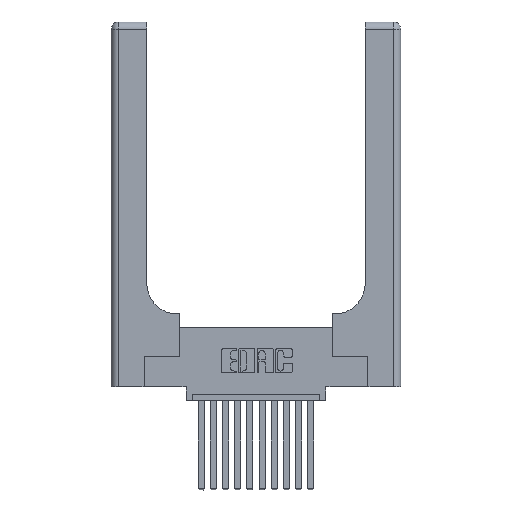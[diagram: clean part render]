
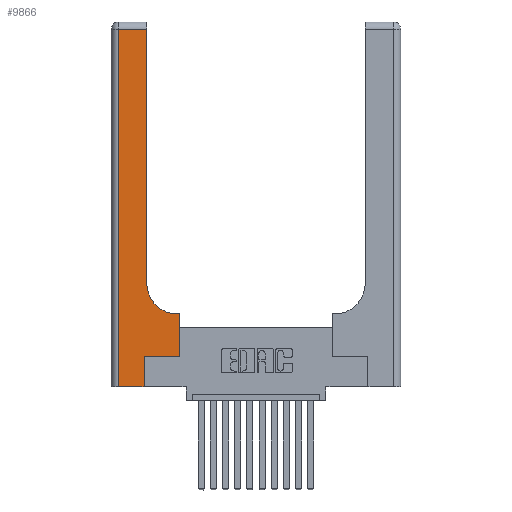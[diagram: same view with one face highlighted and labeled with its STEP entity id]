
A CAD part, top view. The second image highlights one B-rep face of the part: STEP entity #9866.
In plain terms, the highlighted planar face has unit normal (0, 0, 1).
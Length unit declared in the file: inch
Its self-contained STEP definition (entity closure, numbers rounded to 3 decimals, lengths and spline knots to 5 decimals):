
#41 = CARTESIAN_POINT ( 'NONE',  ( 0.06, 0., 0.37 ) ) ;
#593 = DIRECTION ( 'NONE',  ( 0., 0., -1. ) ) ;
#1088 = CARTESIAN_POINT ( 'NONE',  ( 0., 2.94, 0.37 ) ) ;
#1397 = VECTOR ( 'NONE', #2816, 39.37008 ) ;
#1624 = VECTOR ( 'NONE', #3902, 39.37008 ) ;
#1650 = DIRECTION ( 'NONE',  ( 0., 1., 0. ) ) ;
#1661 = PLANE ( 'NONE',  #15036 ) ;
#1819 = VERTEX_POINT ( 'NONE', #12666 ) ;
#1942 = LINE ( 'NONE', #4094, #11547 ) ;
#2532 = ORIENTED_EDGE ( 'NONE', *, *, #5983, .T. ) ;
#2778 = EDGE_CURVE ( 'NONE', #8862, #12750, #2861, .T. ) ;
#2816 = DIRECTION ( 'NONE',  ( 0., 1., 0. ) ) ;
#2861 = LINE ( 'NONE', #3687, #1624 ) ;
#2928 = VERTEX_POINT ( 'NONE', #7744 ) ;
#3393 = ORIENTED_EDGE ( 'NONE', *, *, #6852, .T. ) ;
#3687 = CARTESIAN_POINT ( 'NONE',  ( 0.2915, 0.6, 0.37 ) ) ;
#3902 = DIRECTION ( 'NONE',  ( -1., 0., 0. ) ) ;
#3944 = VERTEX_POINT ( 'NONE', #10813 ) ;
#4094 = CARTESIAN_POINT ( 'NONE',  ( 0.269, 0.25, 0.37 ) ) ;
#4202 = CIRCLE ( 'NONE', #11145, 0.25 ) ;
#4208 = CARTESIAN_POINT ( 'NONE',  ( 0.2915, 2.94, 0.37 ) ) ;
#4852 = ORIENTED_EDGE ( 'NONE', *, *, #16948, .T. ) ;
#5684 = LINE ( 'NONE', #16024, #1397 ) ;
#5686 = EDGE_CURVE ( 'NONE', #12424, #16640, #11144, .T. ) ;
#5894 = CARTESIAN_POINT ( 'NONE',  ( 0.2915, 0.85, 0.37 ) ) ;
#5983 = EDGE_CURVE ( 'NONE', #14782, #3944, #9910, .T. ) ;
#5998 = VERTEX_POINT ( 'NONE', #16041 ) ;
#6138 = EDGE_LOOP ( 'NONE', ( #11511, #4852, #13036, #2532, #3393, #13969, #11322, #10706, #11633 ) ) ;
#6716 = DIRECTION ( 'NONE',  ( -1., 0., 0. ) ) ;
#6852 = EDGE_CURVE ( 'NONE', #3944, #5998, #11169, .T. ) ;
#7671 = VECTOR ( 'NONE', #1650, 39.37008 ) ;
#7744 = CARTESIAN_POINT ( 'NONE',  ( 0.06, 2.94, 0.37 ) ) ;
#7999 = DIRECTION ( 'NONE',  ( 1., 0., 0. ) ) ;
#8143 = DIRECTION ( 'NONE',  ( 0., -1., 0. ) ) ;
#8258 = VECTOR ( 'NONE', #14891, 39.37008 ) ;
#8862 = VERTEX_POINT ( 'NONE', #11481 ) ;
#9262 = VECTOR ( 'NONE', #8143, 39.37008 ) ;
#9319 = EDGE_CURVE ( 'NONE', #2928, #14782, #14226, .T. ) ;
#9466 = CARTESIAN_POINT ( 'NONE',  ( 0.5415, 0.6, 0.37 ) ) ;
#9586 = CARTESIAN_POINT ( 'NONE',  ( 0.269, 0., 0.37 ) ) ;
#9866 = ADVANCED_FACE ( 'NONE', ( #13365 ), #1661, .F. ) ;
#9910 = LINE ( 'NONE', #12494, #8258 ) ;
#10706 = ORIENTED_EDGE ( 'NONE', *, *, #2778, .T. ) ;
#10744 = CARTESIAN_POINT ( 'NONE',  ( 0., 3., 0.37 ) ) ;
#10813 = CARTESIAN_POINT ( 'NONE',  ( 0.269, 0., 0.37 ) ) ;
#11144 = LINE ( 'NONE', #14835, #7671 ) ;
#11145 = AXIS2_PLACEMENT_3D ( 'NONE', #13459, #593, #14899 ) ;
#11169 = LINE ( 'NONE', #9586, #11977 ) ;
#11322 = ORIENTED_EDGE ( 'NONE', *, *, #12089, .T. ) ;
#11481 = CARTESIAN_POINT ( 'NONE',  ( 0.5585, 0.6, 0.37 ) ) ;
#11511 = ORIENTED_EDGE ( 'NONE', *, *, #5686, .T. ) ;
#11547 = VECTOR ( 'NONE', #7999, 39.37008 ) ;
#11633 = ORIENTED_EDGE ( 'NONE', *, *, #14895, .T. ) ;
#11977 = VECTOR ( 'NONE', #13206, 39.37008 ) ;
#12089 = EDGE_CURVE ( 'NONE', #1819, #8862, #5684, .T. ) ;
#12424 = VERTEX_POINT ( 'NONE', #5894 ) ;
#12494 = CARTESIAN_POINT ( 'NONE',  ( 0., 0., 0.37 ) ) ;
#12581 = DIRECTION ( 'NONE',  ( -1., 0., 0. ) ) ;
#12666 = CARTESIAN_POINT ( 'NONE',  ( 0.5585, 0.25, 0.37 ) ) ;
#12750 = VERTEX_POINT ( 'NONE', #9466 ) ;
#13036 = ORIENTED_EDGE ( 'NONE', *, *, #9319, .T. ) ;
#13206 = DIRECTION ( 'NONE',  ( 0., 1., 0. ) ) ;
#13365 = FACE_OUTER_BOUND ( 'NONE', #6138, .T. ) ;
#13374 = CARTESIAN_POINT ( 'NONE',  ( 0.06, 3., 0.37 ) ) ;
#13459 = CARTESIAN_POINT ( 'NONE',  ( 0.5415, 0.85, 0.37 ) ) ;
#13969 = ORIENTED_EDGE ( 'NONE', *, *, #16557, .T. ) ;
#14226 = LINE ( 'NONE', #13374, #9262 ) ;
#14681 = DIRECTION ( 'NONE',  ( 0., 0., -1. ) ) ;
#14782 = VERTEX_POINT ( 'NONE', #41 ) ;
#14835 = CARTESIAN_POINT ( 'NONE',  ( 0.2915, 3., 0.37 ) ) ;
#14891 = DIRECTION ( 'NONE',  ( 1., 0., 0. ) ) ;
#14895 = EDGE_CURVE ( 'NONE', #12750, #12424, #4202, .T. ) ;
#14899 = DIRECTION ( 'NONE',  ( 1., 0., 0. ) ) ;
#15036 = AXIS2_PLACEMENT_3D ( 'NONE', #10744, #14681, #6716 ) ;
#15691 = LINE ( 'NONE', #1088, #16920 ) ;
#16024 = CARTESIAN_POINT ( 'NONE',  ( 0.5585, 0.25, 0.37 ) ) ;
#16041 = CARTESIAN_POINT ( 'NONE',  ( 0.269, 0.25, 0.37 ) ) ;
#16557 = EDGE_CURVE ( 'NONE', #5998, #1819, #1942, .T. ) ;
#16640 = VERTEX_POINT ( 'NONE', #4208 ) ;
#16920 = VECTOR ( 'NONE', #12581, 39.37008 ) ;
#16948 = EDGE_CURVE ( 'NONE', #16640, #2928, #15691, .T. ) ;
